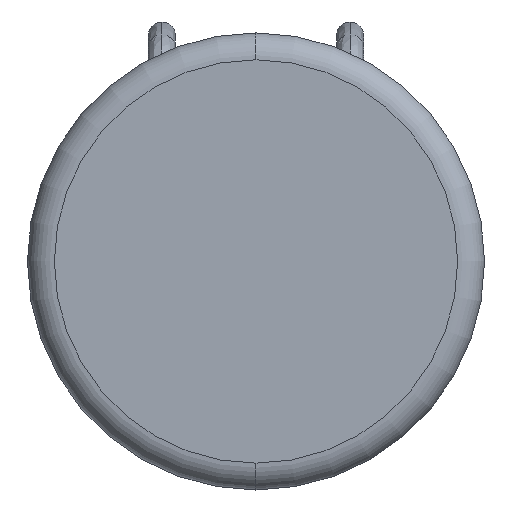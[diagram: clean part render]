
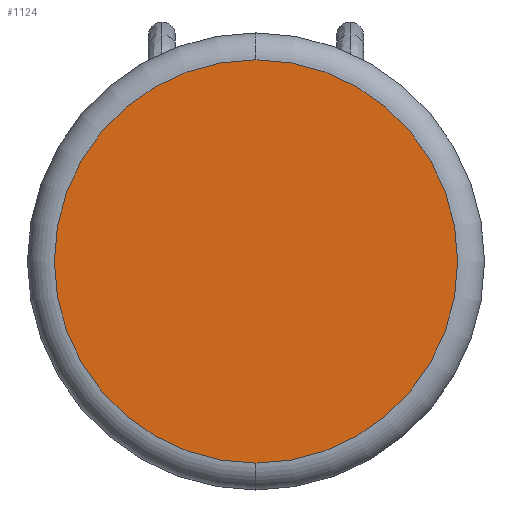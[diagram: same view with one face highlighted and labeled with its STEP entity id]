
A CAD part, left-side view. The second image highlights one B-rep face of the part: STEP entity #1124.
In plain terms, the highlighted planar face has unit normal (-1, 0, 0).
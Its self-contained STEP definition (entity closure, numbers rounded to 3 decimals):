
#1 = CARTESIAN_POINT ( 'NONE',  ( -21., 0., -4.203 ) ) ;
#78 = DIRECTION ( 'NONE',  ( -1., 0., 0. ) ) ;
#88 = VERTEX_POINT ( 'NONE', #312 ) ;
#116 = CARTESIAN_POINT ( 'NONE',  ( -21., 0., 0.047 ) ) ;
#170 = EDGE_CURVE ( 'NONE', #758, #88, #812, .T. ) ;
#194 = CARTESIAN_POINT ( 'NONE',  ( -21., 0., -0.453 ) ) ;
#303 = AXIS2_PLACEMENT_3D ( 'NONE', #1, #422, #579 ) ;
#312 = CARTESIAN_POINT ( 'NONE',  ( -21., 0., -7.953 ) ) ;
#344 = DIRECTION ( 'NONE',  ( 0., 0., 1. ) ) ;
#352 = CARTESIAN_POINT ( 'NONE',  ( -21., 0., -4.203 ) ) ;
#368 = CIRCLE ( 'NONE', #892, 3.75 ) ;
#422 = DIRECTION ( 'NONE',  ( -1., 0., 0. ) ) ;
#489 = EDGE_LOOP ( 'NONE', ( #618, #680 ) ) ;
#516 = DIRECTION ( 'NONE',  ( -1., 0., 0. ) ) ;
#519 = DIRECTION ( 'NONE',  ( 0., 0., 1. ) ) ;
#579 = DIRECTION ( 'NONE',  ( 0., 0., 1. ) ) ;
#618 = ORIENTED_EDGE ( 'NONE', *, *, #170, .T. ) ;
#680 = ORIENTED_EDGE ( 'NONE', *, *, #783, .T. ) ;
#758 = VERTEX_POINT ( 'NONE', #194 ) ;
#783 = EDGE_CURVE ( 'NONE', #88, #758, #368, .T. ) ;
#788 = FACE_OUTER_BOUND ( 'NONE', #489, .T. ) ;
#812 = CIRCLE ( 'NONE', #303, 3.75 ) ;
#874 = AXIS2_PLACEMENT_3D ( 'NONE', #116, #516, #519 ) ;
#892 = AXIS2_PLACEMENT_3D ( 'NONE', #352, #78, #344 ) ;
#1073 = PLANE ( 'NONE',  #874 ) ;
#1124 = ADVANCED_FACE ( 'NONE', ( #788 ), #1073, .T. ) ;
